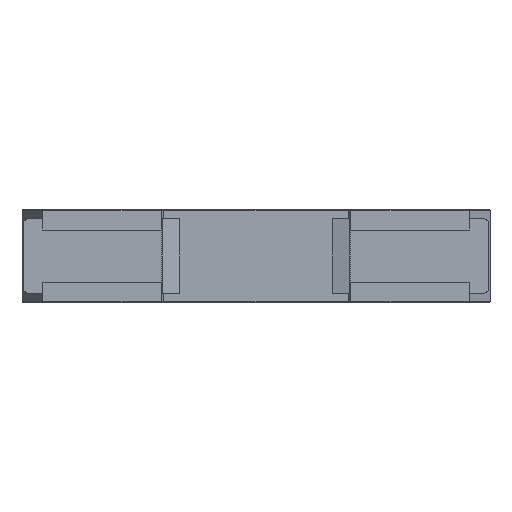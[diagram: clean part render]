
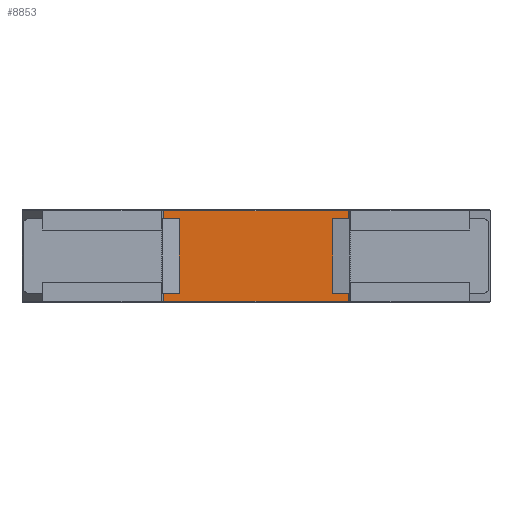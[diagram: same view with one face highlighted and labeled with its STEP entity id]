
A CAD part, front view. The second image highlights one B-rep face of the part: STEP entity #8853.
In plain terms, the highlighted planar face has unit normal (0, -1, 0).
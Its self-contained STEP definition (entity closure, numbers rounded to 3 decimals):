
#68 = EDGE_CURVE ( 'NONE', #854, #226, #5124, .T. ) ;
#106 = DIRECTION ( 'NONE',  ( -1., 0., 0. ) ) ;
#226 = VERTEX_POINT ( 'NONE', #7413 ) ;
#261 = EDGE_CURVE ( 'NONE', #7880, #5941, #6413, .T. ) ;
#323 = CARTESIAN_POINT ( 'NONE',  ( -17.5, 0., 7.15 ) ) ;
#386 = CARTESIAN_POINT ( 'NONE',  ( -17.75, 0., 8.7 ) ) ;
#450 = DIRECTION ( 'NONE',  ( 0., 0., -1. ) ) ;
#478 = VERTEX_POINT ( 'NONE', #2728 ) ;
#489 = VERTEX_POINT ( 'NONE', #4446 ) ;
#825 = EDGE_CURVE ( 'NONE', #489, #7583, #6221, .T. ) ;
#854 = VERTEX_POINT ( 'NONE', #5381 ) ;
#1326 = ORIENTED_EDGE ( 'NONE', *, *, #261, .T. ) ;
#1367 = VECTOR ( 'NONE', #9265, 1000. ) ;
#1470 = EDGE_LOOP ( 'NONE', ( #8896, #5270, #10724, #10475, #1326, #3535, #2909, #10423, #2152, #5383, #4428, #10016 ) ) ;
#1497 = LINE ( 'NONE', #10915, #9072 ) ;
#1616 = CARTESIAN_POINT ( 'NONE',  ( -44.75, 0., -7.15 ) ) ;
#1619 = VECTOR ( 'NONE', #8401, 1000. ) ;
#1681 = CARTESIAN_POINT ( 'NONE',  ( -17.75, 0., -8.7 ) ) ;
#2152 = ORIENTED_EDGE ( 'NONE', *, *, #3170, .F. ) ;
#2288 = LINE ( 'NONE', #6641, #3891 ) ;
#2328 = VECTOR ( 'NONE', #106, 1000. ) ;
#2344 = VECTOR ( 'NONE', #4053, 1000. ) ;
#2416 = EDGE_CURVE ( 'NONE', #9891, #3933, #6500, .T. ) ;
#2417 = PLANE ( 'NONE',  #2612 ) ;
#2612 = AXIS2_PLACEMENT_3D ( 'NONE', #4970, #8386, #3298 ) ;
#2728 = CARTESIAN_POINT ( 'NONE',  ( -17.5, 0., -7.15 ) ) ;
#2814 = CARTESIAN_POINT ( 'NONE',  ( 44.75, 0., -7.15 ) ) ;
#2909 = ORIENTED_EDGE ( 'NONE', *, *, #3158, .T. ) ;
#3029 = VECTOR ( 'NONE', #6923, 1000. ) ;
#3158 = EDGE_CURVE ( 'NONE', #9556, #489, #6145, .T. ) ;
#3170 = EDGE_CURVE ( 'NONE', #5003, #7583, #7249, .T. ) ;
#3298 = DIRECTION ( 'NONE',  ( 0., 0., -1. ) ) ;
#3535 = ORIENTED_EDGE ( 'NONE', *, *, #9969, .F. ) ;
#3824 = VERTEX_POINT ( 'NONE', #386 ) ;
#3891 = VECTOR ( 'NONE', #10766, 1000. ) ;
#3933 = VERTEX_POINT ( 'NONE', #5662 ) ;
#3978 = DIRECTION ( 'NONE',  ( -1., 0., 0. ) ) ;
#4053 = DIRECTION ( 'NONE',  ( -1., 0., 0. ) ) ;
#4226 = DIRECTION ( 'NONE',  ( 0., 0., -1. ) ) ;
#4428 = ORIENTED_EDGE ( 'NONE', *, *, #68, .F. ) ;
#4446 = CARTESIAN_POINT ( 'NONE',  ( 17.75, 0., -7.15 ) ) ;
#4846 = LINE ( 'NONE', #6750, #1367 ) ;
#4918 = VECTOR ( 'NONE', #4226, 1000. ) ;
#4970 = CARTESIAN_POINT ( 'NONE',  ( -17.75, 0., 8.9 ) ) ;
#5003 = VERTEX_POINT ( 'NONE', #10585 ) ;
#5047 = CARTESIAN_POINT ( 'NONE',  ( -17.75, 0., 7.15 ) ) ;
#5124 = LINE ( 'NONE', #8582, #4918 ) ;
#5270 = ORIENTED_EDGE ( 'NONE', *, *, #2416, .F. ) ;
#5381 = CARTESIAN_POINT ( 'NONE',  ( 17.75, 0., 8.7 ) ) ;
#5383 = ORIENTED_EDGE ( 'NONE', *, *, #8007, .F. ) ;
#5516 = CARTESIAN_POINT ( 'NONE',  ( -17.75, 0., -7.15 ) ) ;
#5662 = CARTESIAN_POINT ( 'NONE',  ( -17.75, 0., 7.15 ) ) ;
#5941 = VERTEX_POINT ( 'NONE', #1681 ) ;
#5992 = LINE ( 'NONE', #8395, #3029 ) ;
#6145 = LINE ( 'NONE', #9548, #6890 ) ;
#6221 = LINE ( 'NONE', #2814, #2328 ) ;
#6346 = VECTOR ( 'NONE', #450, 1000. ) ;
#6413 = LINE ( 'NONE', #5516, #6346 ) ;
#6418 = EDGE_CURVE ( 'NONE', #478, #7880, #9255, .T. ) ;
#6478 = DIRECTION ( 'NONE',  ( 0., 0., 1. ) ) ;
#6500 = LINE ( 'NONE', #5047, #1619 ) ;
#6514 = CARTESIAN_POINT ( 'NONE',  ( 17.75, 0., -8.7 ) ) ;
#6557 = LINE ( 'NONE', #7507, #6746 ) ;
#6641 = CARTESIAN_POINT ( 'NONE',  ( 44.75, 0., 7.15 ) ) ;
#6746 = VECTOR ( 'NONE', #3978, 1000. ) ;
#6750 = CARTESIAN_POINT ( 'NONE',  ( -17.75, 0., -7.15 ) ) ;
#6800 = EDGE_CURVE ( 'NONE', #3824, #854, #1497, .T. ) ;
#6890 = VECTOR ( 'NONE', #6478, 1000. ) ;
#6923 = DIRECTION ( 'NONE',  ( 0., 0., 1. ) ) ;
#7190 = CARTESIAN_POINT ( 'NONE',  ( -17.75, 0., -7.15 ) ) ;
#7249 = LINE ( 'NONE', #9819, #8670 ) ;
#7265 = EDGE_CURVE ( 'NONE', #478, #9891, #5992, .T. ) ;
#7413 = CARTESIAN_POINT ( 'NONE',  ( 17.75, 0., 7.15 ) ) ;
#7507 = CARTESIAN_POINT ( 'NONE',  ( -17.75, 0., -8.7 ) ) ;
#7583 = VERTEX_POINT ( 'NONE', #10110 ) ;
#7880 = VERTEX_POINT ( 'NONE', #7190 ) ;
#8007 = EDGE_CURVE ( 'NONE', #226, #5003, #2288, .T. ) ;
#8377 = DIRECTION ( 'NONE',  ( 0., 0., -1. ) ) ;
#8386 = DIRECTION ( 'NONE',  ( 0., 1., 0. ) ) ;
#8395 = CARTESIAN_POINT ( 'NONE',  ( -17.5, 0., 8.9 ) ) ;
#8401 = DIRECTION ( 'NONE',  ( -1., 0., 0. ) ) ;
#8582 = CARTESIAN_POINT ( 'NONE',  ( 17.75, 0., 8.9 ) ) ;
#8670 = VECTOR ( 'NONE', #8377, 1000. ) ;
#8853 = ADVANCED_FACE ( 'NONE', ( #10681 ), #2417, .F. ) ;
#8896 = ORIENTED_EDGE ( 'NONE', *, *, #9240, .T. ) ;
#9070 = DIRECTION ( 'NONE',  ( 1., 0., 0. ) ) ;
#9072 = VECTOR ( 'NONE', #9070, 1000. ) ;
#9240 = EDGE_CURVE ( 'NONE', #3824, #3933, #4846, .T. ) ;
#9255 = LINE ( 'NONE', #1616, #2344 ) ;
#9265 = DIRECTION ( 'NONE',  ( 0., 0., -1. ) ) ;
#9548 = CARTESIAN_POINT ( 'NONE',  ( 17.75, 0., 8.9 ) ) ;
#9556 = VERTEX_POINT ( 'NONE', #6514 ) ;
#9819 = CARTESIAN_POINT ( 'NONE',  ( 17.5, 0., 8.9 ) ) ;
#9891 = VERTEX_POINT ( 'NONE', #323 ) ;
#9969 = EDGE_CURVE ( 'NONE', #9556, #5941, #6557, .T. ) ;
#10016 = ORIENTED_EDGE ( 'NONE', *, *, #6800, .F. ) ;
#10110 = CARTESIAN_POINT ( 'NONE',  ( 17.5, 0., -7.15 ) ) ;
#10423 = ORIENTED_EDGE ( 'NONE', *, *, #825, .T. ) ;
#10475 = ORIENTED_EDGE ( 'NONE', *, *, #6418, .T. ) ;
#10585 = CARTESIAN_POINT ( 'NONE',  ( 17.5, 0., 7.15 ) ) ;
#10681 = FACE_OUTER_BOUND ( 'NONE', #1470, .T. ) ;
#10724 = ORIENTED_EDGE ( 'NONE', *, *, #7265, .F. ) ;
#10766 = DIRECTION ( 'NONE',  ( -1., 0., 0. ) ) ;
#10915 = CARTESIAN_POINT ( 'NONE',  ( 0., 0., 8.7 ) ) ;
